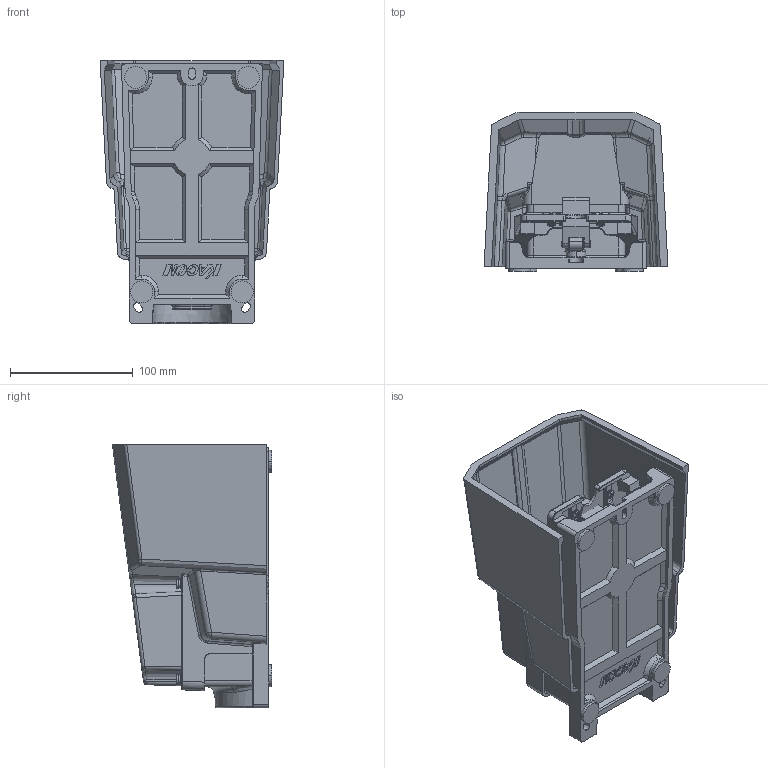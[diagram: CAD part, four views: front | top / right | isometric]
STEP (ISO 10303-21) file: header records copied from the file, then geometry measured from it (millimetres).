
FILE_DESCRIPTION (( 'STEP AP203' ), '1' );
FILE_NAME ('105206008 HRF-HD3LX 褐怳羲壽.STEP', '2022-08-18T08:24:07', ( 'Microsoft' ), ( 'Microsoft' ), 'SwSTEP 2.0', 'SolidWorks 2015', '' );
FILE_SCHEMA (( 'CONFIG_CONTROL_DESIGN' ));
Length unit declared in the file: millimetre
Products named in the file (31): 3011002010 楊擘攫倰蹟譫M4; 3003016001 HRF-HD3LX 赻坶賑輸; 3011001034 M4X45十一字槽平头带弹垫组合螺钉; 3011001126 M4X5肣蹟隊; 3003005005 HRF-HD3NX奻裔; 3002010017 HRF-HD3LX 揤盄標; 3002019014 HRF-HD3N 橈埽菜え; 3005002035 HRF-HD3N 換雄粣; 105206008 HRF-HD3LX 褐怳羲壽; HRF-HD3LX 种粣; 3004002019 HRF-HD3N 砎蝶躇猾菜; 3004003046 HRF-HD3N O型橡胶圈8xΦ1.9; 3009001072 HRF-HD3LX 粟銅; 3011001251 M4X30十一字槽平头带弹垫平垫组合螺钉; 3002023004 HRF-HD3N 換雄啣; 3005007001 HRF-HD3LX 幗謫; 3004007005 HRF-HD3N 砎蝶褐隊; 3011001123 M4X10 十一字槽盘头带弹垫组合螺钉; 3003004012 HRF-HD3N 菁釱; 3011010001 M3平垫; 3009001076 HRF-HD3N 粟銅; 3002016026 HRF-HD3N 峚雄羲壽盓殤; 3002010016 HRF-HD3N 揤盄標; 3011008008 HRF-HD3LX 穩隊; 3003007004 HRF-HD3LX 怳啣; 3001009023 HRF-HD3 橈埽路啣; 3011001119 M3X7十一字槽盘头带弹垫组合螺钉; 3011001173 M3X7十一字槽盘头螺钉; 3011007001 HRF-HD3N 种隊朴2.5x16; 3012001006 Z15G10B 峚雄羲壽; 3011010007 M4黄铜圈
Assembly tree (49 placements, depth 2):
  105206008 HRF-HD3LX 褐怳羲壽
    3003004012 HRF-HD3N 菁釱
    3002010016 HRF-HD3N 揤盄標
    3011001119 M3X7十一字槽盘头带弹垫组合螺钉  x2
    3011010007 M4黄铜圈
    3011001126 M4X5肣蹟隊
    3005002035 HRF-HD3N 換雄粣
    3004003046 HRF-HD3N O型橡胶圈8xΦ1.9  x4
    3002023004 HRF-HD3N 換雄啣
    3011001123 M4X10 十一字槽盘头带弹垫组合螺钉  x4
    3002016026 HRF-HD3N 峚雄羲壽盓殤
    3001009023 HRF-HD3 橈埽路啣
    3012001006 Z15G10B 峚雄羲壽
    3011001034 M4X45十一字槽平头带弹垫组合螺钉  x2
    3002019014 HRF-HD3N 橈埽菜え
    3004002019 HRF-HD3N 砎蝶躇猾菜
    3011001251 M4X30十一字槽平头带弹垫平垫组合螺钉  x4
    3004007005 HRF-HD3N 砎蝶褐隊  x4
    3009001076 HRF-HD3N 粟銅
    3003007004 HRF-HD3LX 怳啣
    3011007001 HRF-HD3N 种隊朴2.5x16
    3003016001 HRF-HD3LX 赻坶賑輸
    3002010017 HRF-HD3LX 揤盄標  x2
    HRF-HD3LX 种粣
    3009001072 HRF-HD3LX 粟銅
    3005007001 HRF-HD3LX 幗謫
    3011010001 M3平垫
    3011008008 HRF-HD3LX 穩隊
    3011001173 M3X7十一字槽盘头螺钉  x4
    3011002010 楊擘攫倰蹟譫M4  x2
    3003005005 HRF-HD3NX奻裔
Bounding box: 150 x 129.93 x 215 mm (x, y, z)
Volume: 580497.1 mm3; surface area: 326026.9 mm2
Topology: 70 solids, 80 shells, 3600 faces, 8731 edges, 5205 vertices
Faces by surface type: plane 1164, cylinder 1101, bspline 633, torus 467, cone 123, sphere 112
Entity records: 124799 total; most frequent: CARTESIAN_POINT 53412, ORIENTED_EDGE 14488, DIRECTION 13709, EDGE_CURVE 7264, AXIS2_PLACEMENT_3D 5294, VERTEX_POINT 4438, EDGE_LOOP 3236, VECTOR 3121
